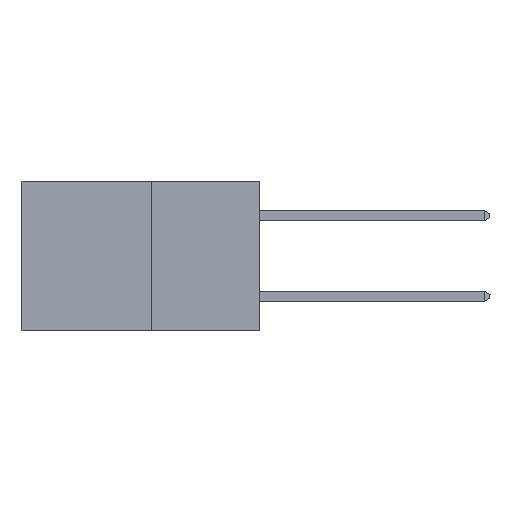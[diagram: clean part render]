
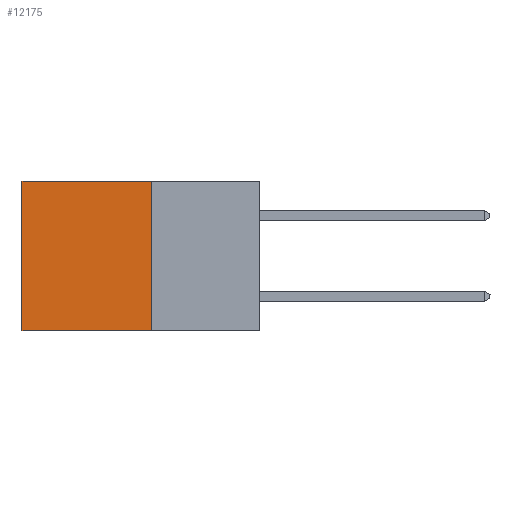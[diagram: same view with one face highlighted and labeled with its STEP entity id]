
A CAD part, left-side view. The second image highlights one B-rep face of the part: STEP entity #12175.
In plain terms, the highlighted planar face has unit normal (-1, 0, 0).
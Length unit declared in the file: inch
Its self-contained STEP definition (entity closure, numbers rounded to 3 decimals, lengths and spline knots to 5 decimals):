
#220 = LINE ( 'NONE', #21625, #9704 ) ;
#595 = EDGE_LOOP ( 'NONE', ( #14550, #20444, #9088, #12091 ) ) ;
#1089 = FACE_OUTER_BOUND ( 'NONE', #595, .T. ) ;
#3454 = EDGE_CURVE ( 'NONE', #4148, #11671, #16148, .T. ) ;
#4148 = VERTEX_POINT ( 'NONE', #13119 ) ;
#5389 = CARTESIAN_POINT ( 'NONE',  ( 0.277, 0.27, 0. ) ) ;
#5652 = DIRECTION ( 'NONE',  ( 0., 1., 0. ) ) ;
#6328 = CARTESIAN_POINT ( 'NONE',  ( 0.277, 0.27, -0.37 ) ) ;
#6697 = VECTOR ( 'NONE', #14339, 39.37008 ) ;
#7830 = EDGE_CURVE ( 'NONE', #15499, #11671, #16226, .T. ) ;
#7857 = VECTOR ( 'NONE', #5652, 39.37008 ) ;
#8046 = AXIS2_PLACEMENT_3D ( 'NONE', #8563, #21001, #10353 ) ;
#8217 = EDGE_CURVE ( 'NONE', #14824, #4148, #16762, .T. ) ;
#8563 = CARTESIAN_POINT ( 'NONE',  ( 0.277, 0.27, -0.37 ) ) ;
#9088 = ORIENTED_EDGE ( 'NONE', *, *, #11757, .F. ) ;
#9704 = VECTOR ( 'NONE', #12786, 39.37008 ) ;
#10000 = CARTESIAN_POINT ( 'NONE',  ( 0.277, 0.27, 0. ) ) ;
#10353 = DIRECTION ( 'NONE',  ( 0., 0., -1. ) ) ;
#11572 = CARTESIAN_POINT ( 'NONE',  ( 0.277, 0.27, -0.37 ) ) ;
#11640 = DIRECTION ( 'NONE',  ( 0., 1., 0. ) ) ;
#11671 = VERTEX_POINT ( 'NONE', #12563 ) ;
#11757 = EDGE_CURVE ( 'NONE', #14824, #15499, #220, .T. ) ;
#12091 = ORIENTED_EDGE ( 'NONE', *, *, #8217, .T. ) ;
#12175 = ADVANCED_FACE ( 'NONE', ( #1089 ), #22658, .F. ) ;
#12262 = CARTESIAN_POINT ( 'NONE',  ( 0.277, 0.59, -0.37 ) ) ;
#12563 = CARTESIAN_POINT ( 'NONE',  ( 0.277, 0.59, -0.37 ) ) ;
#12786 = DIRECTION ( 'NONE',  ( 0., 0., -1. ) ) ;
#13119 = CARTESIAN_POINT ( 'NONE',  ( 0.277, 0.59, 0. ) ) ;
#14339 = DIRECTION ( 'NONE',  ( 0., 0., -1. ) ) ;
#14550 = ORIENTED_EDGE ( 'NONE', *, *, #3454, .T. ) ;
#14824 = VERTEX_POINT ( 'NONE', #10000 ) ;
#15499 = VERTEX_POINT ( 'NONE', #6328 ) ;
#16148 = LINE ( 'NONE', #12262, #6697 ) ;
#16226 = LINE ( 'NONE', #11572, #20404 ) ;
#16762 = LINE ( 'NONE', #5389, #7857 ) ;
#20404 = VECTOR ( 'NONE', #11640, 39.37008 ) ;
#20444 = ORIENTED_EDGE ( 'NONE', *, *, #7830, .F. ) ;
#21001 = DIRECTION ( 'NONE',  ( 1., 0., 0. ) ) ;
#21625 = CARTESIAN_POINT ( 'NONE',  ( 0.277, 0.27, -0.37 ) ) ;
#22658 = PLANE ( 'NONE',  #8046 ) ;
